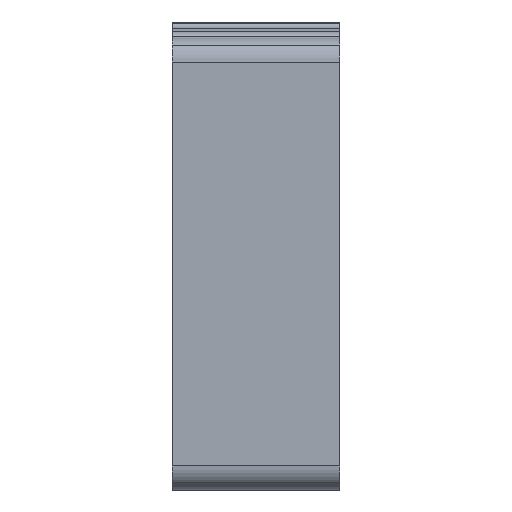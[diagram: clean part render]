
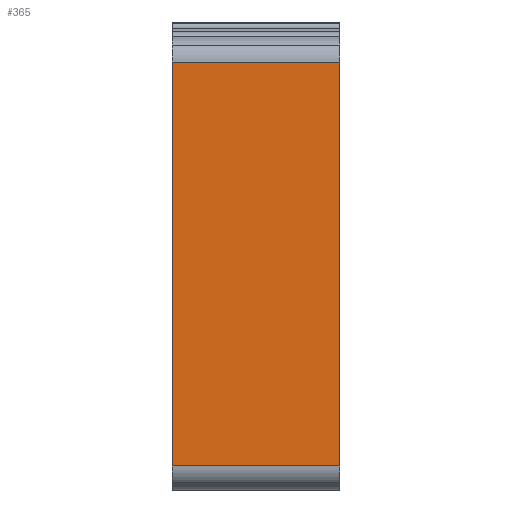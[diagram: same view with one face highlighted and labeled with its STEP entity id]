
A CAD part, left-side view. The second image highlights one B-rep face of the part: STEP entity #365.
In plain terms, the highlighted planar face has unit normal (-1, 0, 0).
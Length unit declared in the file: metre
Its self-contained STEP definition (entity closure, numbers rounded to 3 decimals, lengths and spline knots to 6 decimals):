
#365=ADVANCED_FACE('0:623',(#1028),#1029,.T.);
#1028=FACE_OUTER_BOUND('',#1739,.T.);
#1029=PLANE('',#1740);
#1739=EDGE_LOOP('',(#4433,#4434,#4435,#4436));
#1740=AXIS2_PLACEMENT_3D('',#4437,#4438,#4439);
#4433=ORIENTED_EDGE('',*,*,#4611,.F.);
#4434=ORIENTED_EDGE('',*,*,#5390,.F.);
#4435=ORIENTED_EDGE('',*,*,#5475,.F.);
#4436=ORIENTED_EDGE('',*,*,#5053,.F.);
#4437=CARTESIAN_POINT('',(-0.04965,-0.00357,-0.033323));
#4438=DIRECTION('',(-1.0,0.,0.));
#4439=DIRECTION('',(0.,-1.0,0.));
#4611=EDGE_CURVE('0:2339',#5548,#5550,#5551,.T.);
#5053=EDGE_CURVE('0:755',#5550,#6375,#6376,.F.);
#5390=EDGE_CURVE('0:1943',#6848,#5548,#6850,.T.);
#5475=EDGE_CURVE('0:2336',#6375,#6848,#6955,.T.);
#5548=VERTEX_POINT('',#7045);
#5550=VERTEX_POINT('',#7047);
#5551=LINE('',#7048,#7049);
#6375=VERTEX_POINT('',#8244);
#6376=LINE('',#8245,#8246);
#6848=VERTEX_POINT('',#8954);
#6850=LINE('',#8956,#8957);
#6955=LINE('',#9162,#9163);
#7045=CARTESIAN_POINT('',(-0.04965,-0.01132,-0.032323));
#7047=CARTESIAN_POINT('',(-0.04965,0.009614,-0.032323));
#7048=CARTESIAN_POINT('',(-0.04965,-0.006445,-0.032323));
#7049=VECTOR('',#9240,1.0);
#8244=CARTESIAN_POINT('',(-0.04965,0.009614,0.018052));
#8245=CARTESIAN_POINT('',(-0.04965,0.009614,-0.007602));
#8246=VECTOR('',#10080,1.0);
#8954=CARTESIAN_POINT('',(-0.04965,-0.01132,0.018052));
#8956=CARTESIAN_POINT('',(-0.04965,-0.01132,-0.009286));
#8957=VECTOR('',#10723,1.0);
#9162=CARTESIAN_POINT('',(-0.04965,-0.005695,0.018052));
#9163=VECTOR('',#10877,1.0);
#9240=DIRECTION('',(0.,1.0,0.));
#10080=DIRECTION('',(0.,0.,-1.0));
#10723=DIRECTION('',(0.,0.,-1.0));
#10877=DIRECTION('',(0.,-1.0,0.));
